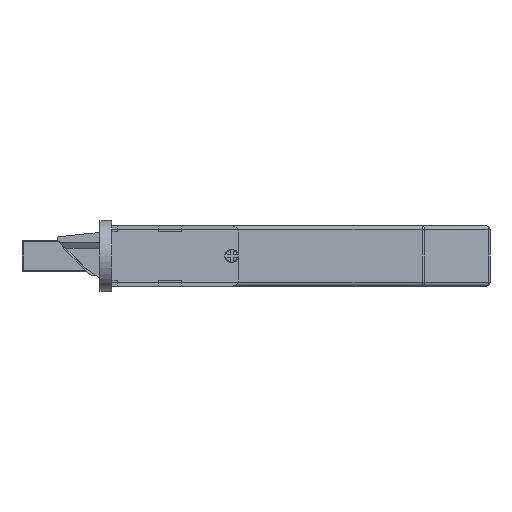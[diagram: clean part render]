
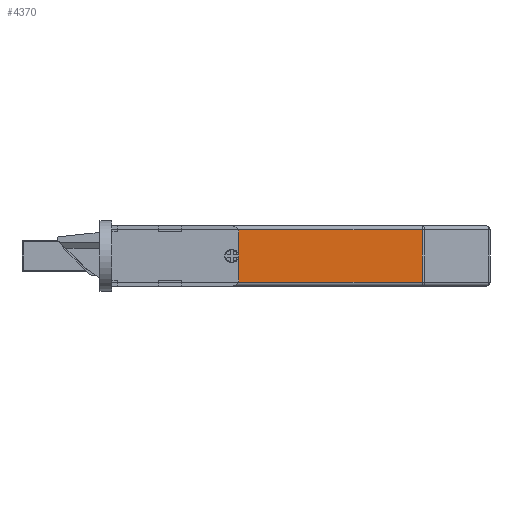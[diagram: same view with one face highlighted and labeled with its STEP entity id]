
A CAD part, front view. The second image highlights one B-rep face of the part: STEP entity #4370.
In plain terms, the highlighted planar face has unit normal (0, -1, 0).
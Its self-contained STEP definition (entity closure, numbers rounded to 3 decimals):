
#1021 = EDGE_CURVE ( 'NONE', #2427, #4354, #3436, .T. ) ;
#1181 = VERTEX_POINT ( 'NONE', #10682 ) ;
#1896 = DIRECTION ( 'NONE',  ( 0., 0., -1. ) ) ;
#1931 = CARTESIAN_POINT ( 'NONE',  ( 14., -14.7, -1.75 ) ) ;
#2005 = DIRECTION ( 'NONE',  ( 1., 0., 0. ) ) ;
#2413 = VERTEX_POINT ( 'NONE', #8480 ) ;
#2427 = VERTEX_POINT ( 'NONE', #9917 ) ;
#2563 = CARTESIAN_POINT ( 'NONE',  ( 44.75, -14.7, 6. ) ) ;
#2611 = LINE ( 'NONE', #6041, #10595 ) ;
#2755 = DIRECTION ( 'NONE',  ( 0., -1., 0. ) ) ;
#2780 = LINE ( 'NONE', #3573, #8962 ) ;
#3436 = CIRCLE ( 'NONE', #9604, 1.75 ) ;
#3573 = CARTESIAN_POINT ( 'NONE',  ( 94., -14.7, -0.75 ) ) ;
#3914 = EDGE_LOOP ( 'NONE', ( #8441, #9923, #4258, #7164 ) ) ;
#4055 = CARTESIAN_POINT ( 'NONE',  ( 44.75, -14.7, 4.25 ) ) ;
#4163 = EDGE_CURVE ( 'NONE', #7991, #2413, #2780, .T. ) ;
#4258 = ORIENTED_EDGE ( 'NONE', *, *, #4286, .T. ) ;
#4286 = EDGE_CURVE ( 'NONE', #2413, #8298, #8150, .T. ) ;
#4354 = VERTEX_POINT ( 'NONE', #4055 ) ;
#4370 = ADVANCED_FACE ( 'NONE', ( #10856, #6921 ), #6074, .T. ) ;
#4609 = LINE ( 'NONE', #5273, #5966 ) ;
#4662 = CARTESIAN_POINT ( 'NONE',  ( 44.75, -14.7, 6. ) ) ;
#4858 = CARTESIAN_POINT ( 'NONE',  ( 14., -14.7, -0.75 ) ) ;
#4866 = CARTESIAN_POINT ( 'NONE',  ( 93.586, -14.7, -1.75 ) ) ;
#4945 = EDGE_CURVE ( 'NONE', #7991, #1181, #4609, .T. ) ;
#4967 = AXIS2_PLACEMENT_3D ( 'NONE', #4662, #8049, #10705 ) ;
#5273 = CARTESIAN_POINT ( 'NONE',  ( 14., -14.7, -1.75 ) ) ;
#5486 = CIRCLE ( 'NONE', #4967, 1.75 ) ;
#5531 = DIRECTION ( 'NONE',  ( 0., 0., 1. ) ) ;
#5852 = ORIENTED_EDGE ( 'NONE', *, *, #8867, .F. ) ;
#5966 = VECTOR ( 'NONE', #7990, 1000. ) ;
#6041 = CARTESIAN_POINT ( 'NONE',  ( 14., -14.7, 12.75 ) ) ;
#6074 = PLANE ( 'NONE',  #10367 ) ;
#6852 = VECTOR ( 'NONE', #5531, 1000. ) ;
#6921 = FACE_OUTER_BOUND ( 'NONE', #3914, .T. ) ;
#7103 = ORIENTED_EDGE ( 'NONE', *, *, #1021, .F. ) ;
#7164 = ORIENTED_EDGE ( 'NONE', *, *, #7686, .T. ) ;
#7686 = EDGE_CURVE ( 'NONE', #8298, #1181, #2611, .T. ) ;
#7704 = EDGE_LOOP ( 'NONE', ( #5852, #7103 ) ) ;
#7990 = DIRECTION ( 'NONE',  ( 0., 0., 1. ) ) ;
#7991 = VERTEX_POINT ( 'NONE', #4858 ) ;
#8049 = DIRECTION ( 'NONE',  ( 0., -1., 0. ) ) ;
#8150 = LINE ( 'NONE', #4866, #6852 ) ;
#8298 = VERTEX_POINT ( 'NONE', #9576 ) ;
#8441 = ORIENTED_EDGE ( 'NONE', *, *, #4945, .F. ) ;
#8480 = CARTESIAN_POINT ( 'NONE',  ( 93.586, -14.7, -0.75 ) ) ;
#8491 = DIRECTION ( 'NONE',  ( -1., 0., 0. ) ) ;
#8867 = EDGE_CURVE ( 'NONE', #4354, #2427, #5486, .T. ) ;
#8962 = VECTOR ( 'NONE', #2005, 1000. ) ;
#9379 = DIRECTION ( 'NONE',  ( 0., -1., 0. ) ) ;
#9413 = DIRECTION ( 'NONE',  ( 1., 0., 0. ) ) ;
#9576 = CARTESIAN_POINT ( 'NONE',  ( 93.586, -14.7, 12.75 ) ) ;
#9604 = AXIS2_PLACEMENT_3D ( 'NONE', #2563, #9379, #1896 ) ;
#9917 = CARTESIAN_POINT ( 'NONE',  ( 44.75, -14.7, 7.75 ) ) ;
#9923 = ORIENTED_EDGE ( 'NONE', *, *, #4163, .T. ) ;
#10367 = AXIS2_PLACEMENT_3D ( 'NONE', #1931, #2755, #9413 ) ;
#10595 = VECTOR ( 'NONE', #8491, 1000. ) ;
#10682 = CARTESIAN_POINT ( 'NONE',  ( 14., -14.7, 12.75 ) ) ;
#10705 = DIRECTION ( 'NONE',  ( 0., 0., -1. ) ) ;
#10856 = FACE_BOUND ( 'NONE', #7704, .T. ) ;
